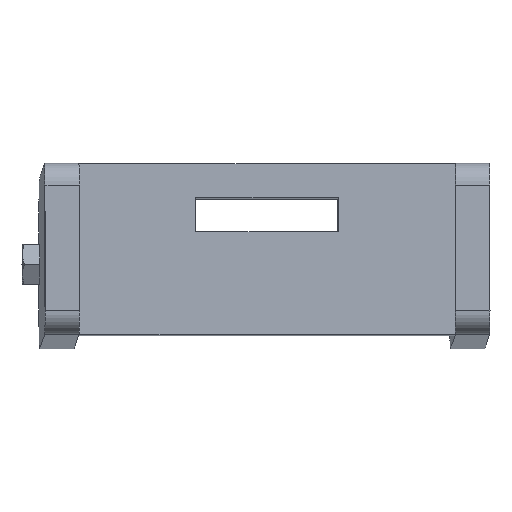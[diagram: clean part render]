
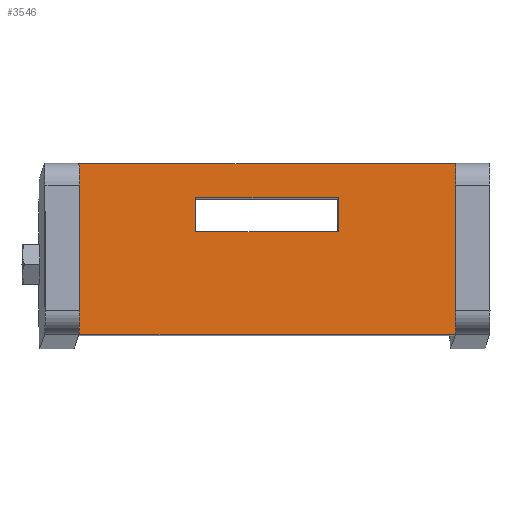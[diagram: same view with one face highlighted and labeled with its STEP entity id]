
A CAD part, left-side view. The second image highlights one B-rep face of the part: STEP entity #3546.
In plain terms, the highlighted planar face has unit normal (-0.999, -0.014, 0.041).
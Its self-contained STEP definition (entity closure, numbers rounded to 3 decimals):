
#39 = VERTEX_POINT ( 'NONE', #2726 ) ;
#64 = ORIENTED_EDGE ( 'NONE', *, *, #3291, .T. ) ;
#99 = FACE_OUTER_BOUND ( 'NONE', #1310, .T. ) ;
#135 = ORIENTED_EDGE ( 'NONE', *, *, #2833, .T. ) ;
#173 = ORIENTED_EDGE ( 'NONE', *, *, #4994, .T. ) ;
#223 = VECTOR ( 'NONE', #1248, 1000. ) ;
#250 = VERTEX_POINT ( 'NONE', #4149 ) ;
#302 = DIRECTION ( 'NONE',  ( 0.041, 0.001, 0.999 ) ) ;
#327 = AXIS2_PLACEMENT_3D ( 'NONE', #4596, #1471, #3755 ) ;
#334 = CARTESIAN_POINT ( 'NONE',  ( 113.615, -189.545, 238.166 ) ) ;
#552 = DIRECTION ( 'NONE',  ( -0.041, -0.001, -0.999 ) ) ;
#754 = ORIENTED_EDGE ( 'NONE', *, *, #2078, .T. ) ;
#784 = CARTESIAN_POINT ( 'NONE',  ( 112.6, -117.552, 238.166 ) ) ;
#790 = CARTESIAN_POINT ( 'NONE',  ( 114.44, -189.533, 258.149 ) ) ;
#821 = DIRECTION ( 'NONE',  ( 0.041, 0.001, 0.999 ) ) ;
#912 = CARTESIAN_POINT ( 'NONE',  ( 113.531, -183.546, 238.166 ) ) ;
#960 = LINE ( 'NONE', #4560, #5689 ) ;
#970 = CARTESIAN_POINT ( 'NONE',  ( 113.425, -138.043, 251.155 ) ) ;
#998 = CARTESIAN_POINT ( 'NONE',  ( 113.34, -111.541, 258.149 ) ) ;
#1021 = LINE ( 'NONE', #334, #1524 ) ;
#1054 = DIRECTION ( 'NONE',  ( 0.014, -1., 0. ) ) ;
#1078 = VECTOR ( 'NONE', #3879, 1000. ) ;
#1114 = VERTEX_POINT ( 'NONE', #3218 ) ;
#1248 = DIRECTION ( 'NONE',  ( 0.014, -1., 0. ) ) ;
#1310 = EDGE_LOOP ( 'NONE', ( #1416, #1951, #1884, #4039, #1366, #135, #4621, #173, #754, #64, #5106, #5622 ) ) ;
#1330 = ORIENTED_EDGE ( 'NONE', *, *, #3539, .F. ) ;
#1366 = ORIENTED_EDGE ( 'NONE', *, *, #2472, .T. ) ;
#1416 = ORIENTED_EDGE ( 'NONE', *, *, #2036, .T. ) ;
#1421 = CARTESIAN_POINT ( 'NONE',  ( 113.778, -163.04, 251.155 ) ) ;
#1464 = EDGE_CURVE ( 'NONE', #4859, #4124, #4705, .T. ) ;
#1471 = DIRECTION ( 'NONE',  ( -0.999, -0.014, 0.041 ) ) ;
#1524 = VECTOR ( 'NONE', #302, 1000. ) ;
#1533 = EDGE_CURVE ( 'NONE', #3140, #2991, #1021, .T. ) ;
#1578 = CARTESIAN_POINT ( 'NONE',  ( 113.673, -138.039, 257.15 ) ) ;
#1582 = CARTESIAN_POINT ( 'NONE',  ( 113.425, -117.541, 258.149 ) ) ;
#1611 = EDGE_CURVE ( 'NONE', #4124, #2235, #2056, .T. ) ;
#1652 = VECTOR ( 'NONE', #5302, 1000. ) ;
#1672 = VECTOR ( 'NONE', #2979, 1000. ) ;
#1681 = VERTEX_POINT ( 'NONE', #4526 ) ;
#1729 = EDGE_LOOP ( 'NONE', ( #1330, #3307, #1824, #2843 ) ) ;
#1824 = ORIENTED_EDGE ( 'NONE', *, *, #3053, .F. ) ;
#1876 = DIRECTION ( 'NONE',  ( 0.041, 0.001, 0.999 ) ) ;
#1884 = ORIENTED_EDGE ( 'NONE', *, *, #1464, .T. ) ;
#1951 = ORIENTED_EDGE ( 'NONE', *, *, #2295, .T. ) ;
#1969 = CARTESIAN_POINT ( 'NONE',  ( 113.531, -183.546, 238.166 ) ) ;
#2036 = EDGE_CURVE ( 'NONE', #39, #250, #4441, .T. ) ;
#2050 = VECTOR ( 'NONE', #5018, 1000. ) ;
#2056 = LINE ( 'NONE', #3897, #3034 ) ;
#2078 = EDGE_CURVE ( 'NONE', #5135, #5305, #5832, .T. ) ;
#2235 = VERTEX_POINT ( 'NONE', #998 ) ;
#2295 = EDGE_CURVE ( 'NONE', #250, #4859, #3431, .T. ) ;
#2359 = VERTEX_POINT ( 'NONE', #784 ) ;
#2410 = CARTESIAN_POINT ( 'NONE',  ( 113.631, -117.538, 263.145 ) ) ;
#2414 = CARTESIAN_POINT ( 'NONE',  ( 114.025, -163.037, 257.15 ) ) ;
#2472 = EDGE_CURVE ( 'NONE', #2235, #1681, #4431, .T. ) ;
#2536 = CARTESIAN_POINT ( 'NONE',  ( 114.025, -163.037, 257.15 ) ) ;
#2635 = CARTESIAN_POINT ( 'NONE',  ( 112.6, -117.552, 238.166 ) ) ;
#2687 = EDGE_CURVE ( 'NONE', #1114, #5056, #960, .T. ) ;
#2692 = CARTESIAN_POINT ( 'NONE',  ( 114.356, -183.534, 258.149 ) ) ;
#2726 = CARTESIAN_POINT ( 'NONE',  ( 114.356, -183.534, 258.149 ) ) ;
#2739 = VERTEX_POINT ( 'NONE', #1578 ) ;
#2788 = VECTOR ( 'NONE', #4569, 1000. ) ;
#2798 = LINE ( 'NONE', #2414, #2788 ) ;
#2833 = EDGE_CURVE ( 'NONE', #1681, #2359, #3047, .T. ) ;
#2843 = ORIENTED_EDGE ( 'NONE', *, *, #3514, .F. ) ;
#2880 = DIRECTION ( 'NONE',  ( -0.041, -0.001, -0.999 ) ) ;
#2920 = CARTESIAN_POINT ( 'NONE',  ( 113.631, -117.538, 263.145 ) ) ;
#2948 = LINE ( 'NONE', #4920, #1652 ) ;
#2979 = DIRECTION ( 'NONE',  ( 0.014, -1., 0. ) ) ;
#2991 = VERTEX_POINT ( 'NONE', #790 ) ;
#3034 = VECTOR ( 'NONE', #3052, 1000. ) ;
#3047 = LINE ( 'NONE', #2635, #223 ) ;
#3052 = DIRECTION ( 'NONE',  ( -0.014, 1., 0. ) ) ;
#3053 = EDGE_CURVE ( 'NONE', #3855, #1114, #4655, .T. ) ;
#3065 = CARTESIAN_POINT ( 'NONE',  ( 113.324, -183.548, 233.17 ) ) ;
#3140 = VERTEX_POINT ( 'NONE', #4622 ) ;
#3152 = DIRECTION ( 'NONE',  ( 0.041, 0.001, 0.999 ) ) ;
#3218 = CARTESIAN_POINT ( 'NONE',  ( 113.778, -163.04, 251.155 ) ) ;
#3219 = EDGE_CURVE ( 'NONE', #2359, #4297, #3824, .T. ) ;
#3291 = EDGE_CURVE ( 'NONE', #5305, #3140, #2948, .T. ) ;
#3307 = ORIENTED_EDGE ( 'NONE', *, *, #2687, .F. ) ;
#3431 = LINE ( 'NONE', #4796, #3796 ) ;
#3442 = CARTESIAN_POINT ( 'NONE',  ( 112.6, -117.552, 238.166 ) ) ;
#3514 = EDGE_CURVE ( 'NONE', #2739, #3855, #4198, .T. ) ;
#3527 = CARTESIAN_POINT ( 'NONE',  ( 114.562, -183.531, 263.145 ) ) ;
#3539 = EDGE_CURVE ( 'NONE', #5056, #2739, #2798, .T. ) ;
#3546 = ADVANCED_FACE ( 'NONE', ( #99, #5121 ), #5504, .T. ) ;
#3620 = VECTOR ( 'NONE', #1054, 1000. ) ;
#3755 = DIRECTION ( 'NONE',  ( -0.014, 1., 0. ) ) ;
#3796 = VECTOR ( 'NONE', #5209, 1000. ) ;
#3824 = LINE ( 'NONE', #3442, #1078 ) ;
#3855 = VERTEX_POINT ( 'NONE', #5005 ) ;
#3879 = DIRECTION ( 'NONE',  ( -0.041, -0.001, -0.999 ) ) ;
#3897 = CARTESIAN_POINT ( 'NONE',  ( 113.425, -117.541, 258.149 ) ) ;
#4039 = ORIENTED_EDGE ( 'NONE', *, *, #1611, .T. ) ;
#4059 = VECTOR ( 'NONE', #2880, 1000. ) ;
#4124 = VERTEX_POINT ( 'NONE', #1582 ) ;
#4149 = CARTESIAN_POINT ( 'NONE',  ( 114.562, -183.531, 263.145 ) ) ;
#4198 = LINE ( 'NONE', #970, #5605 ) ;
#4297 = VERTEX_POINT ( 'NONE', #5377 ) ;
#4431 = LINE ( 'NONE', #4503, #5410 ) ;
#4441 = LINE ( 'NONE', #3527, #5764 ) ;
#4485 = LINE ( 'NONE', #2692, #2050 ) ;
#4503 = CARTESIAN_POINT ( 'NONE',  ( 112.515, -111.553, 238.166 ) ) ;
#4526 = CARTESIAN_POINT ( 'NONE',  ( 112.515, -111.553, 238.166 ) ) ;
#4560 = CARTESIAN_POINT ( 'NONE',  ( 113.778, -163.04, 251.155 ) ) ;
#4569 = DIRECTION ( 'NONE',  ( -0.014, 1., 0. ) ) ;
#4596 = CARTESIAN_POINT ( 'NONE',  ( 114.562, -183.531, 263.145 ) ) ;
#4621 = ORIENTED_EDGE ( 'NONE', *, *, #3219, .T. ) ;
#4622 = CARTESIAN_POINT ( 'NONE',  ( 113.615, -189.545, 238.166 ) ) ;
#4638 = VECTOR ( 'NONE', #821, 1000. ) ;
#4655 = LINE ( 'NONE', #1421, #3620 ) ;
#4702 = EDGE_CURVE ( 'NONE', #2991, #39, #4485, .T. ) ;
#4705 = LINE ( 'NONE', #2410, #4059 ) ;
#4796 = CARTESIAN_POINT ( 'NONE',  ( 114.562, -183.531, 263.145 ) ) ;
#4803 = LINE ( 'NONE', #3065, #1672 ) ;
#4859 = VERTEX_POINT ( 'NONE', #2920 ) ;
#4920 = CARTESIAN_POINT ( 'NONE',  ( 113.531, -183.546, 238.166 ) ) ;
#4943 = DIRECTION ( 'NONE',  ( -0.041, -0.001, -0.999 ) ) ;
#4994 = EDGE_CURVE ( 'NONE', #4297, #5135, #4803, .T. ) ;
#5005 = CARTESIAN_POINT ( 'NONE',  ( 113.425, -138.043, 251.155 ) ) ;
#5018 = DIRECTION ( 'NONE',  ( -0.014, 1., 0. ) ) ;
#5056 = VERTEX_POINT ( 'NONE', #2536 ) ;
#5106 = ORIENTED_EDGE ( 'NONE', *, *, #1533, .T. ) ;
#5121 = FACE_BOUND ( 'NONE', #1729, .T. ) ;
#5135 = VERTEX_POINT ( 'NONE', #5453 ) ;
#5209 = DIRECTION ( 'NONE',  ( -0.014, 1., 0. ) ) ;
#5302 = DIRECTION ( 'NONE',  ( 0.014, -1., 0. ) ) ;
#5305 = VERTEX_POINT ( 'NONE', #1969 ) ;
#5377 = CARTESIAN_POINT ( 'NONE',  ( 112.394, -117.555, 233.17 ) ) ;
#5410 = VECTOR ( 'NONE', #4943, 1000. ) ;
#5453 = CARTESIAN_POINT ( 'NONE',  ( 113.324, -183.548, 233.17 ) ) ;
#5504 = PLANE ( 'NONE',  #327 ) ;
#5605 = VECTOR ( 'NONE', #552, 1000. ) ;
#5622 = ORIENTED_EDGE ( 'NONE', *, *, #4702, .T. ) ;
#5689 = VECTOR ( 'NONE', #1876, 1000. ) ;
#5764 = VECTOR ( 'NONE', #3152, 1000. ) ;
#5832 = LINE ( 'NONE', #912, #4638 ) ;
